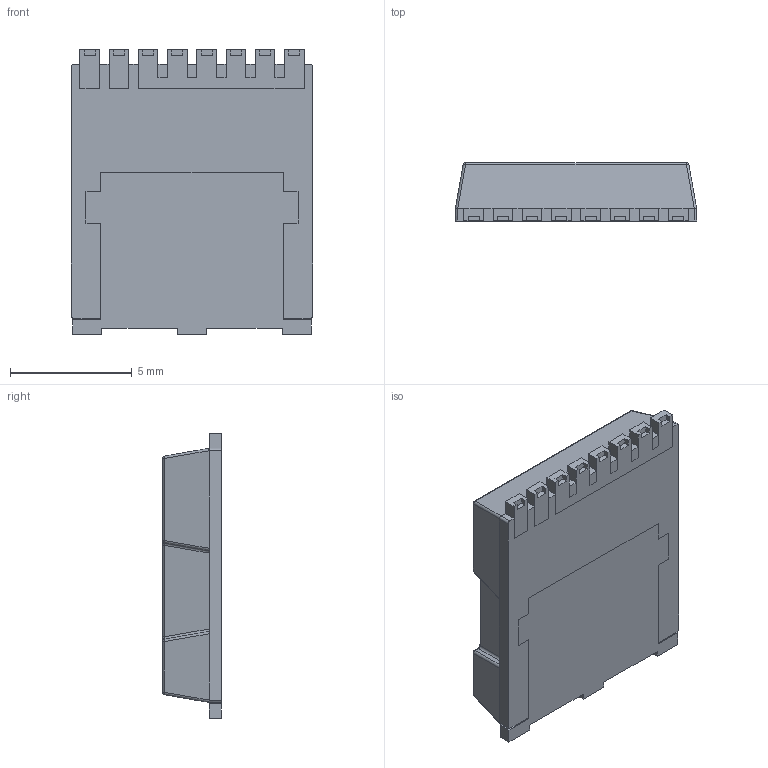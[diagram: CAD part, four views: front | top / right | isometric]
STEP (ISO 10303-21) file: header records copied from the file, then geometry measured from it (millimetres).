
FILE_DESCRIPTION (( 'STEP AP214' ), '1' );
FILE_NAME ('IPT65R033G7XTMA1.STEP', '2018-11-01T07:03:43', ( '' ), ( '' ), 'SwSTEP 2.0', 'SolidWorks 2017', '' );
FILE_SCHEMA (( 'AUTOMOTIVE_DESIGN' ));
Length unit declared in the file: millimetre
Products named in the file (1): IPT65R033G7XTMA1
Bounding box: 9.9 x 2.4 x 11.68 mm (x, y, z)
Volume: 233.1 mm3; surface area: 468.5 mm2
Topology: 5 solids, 5 shells, 216 faces, 569 edges, 356 vertices
Faces by surface type: plane 170, cylinder 30, bspline 8, sphere 8
Entity records: 6563 total; most frequent: CARTESIAN_POINT 1330, ORIENTED_EDGE 1122, DIRECTION 987, EDGE_CURVE 561, VECTOR 481, LINE 481, VERTEX_POINT 356, AXIS2_PLACEMENT_3D 253
